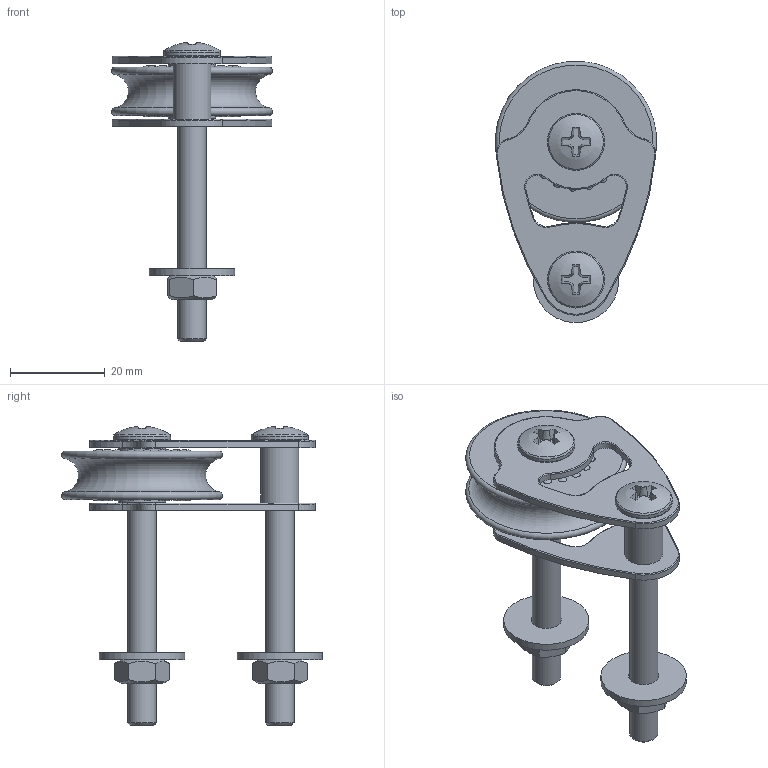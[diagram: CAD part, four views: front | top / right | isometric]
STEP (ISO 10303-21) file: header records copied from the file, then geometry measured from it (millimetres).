
FILE_DESCRIPTION(/* description */ (''),/* implementation_level */ '2;1');
FILE_NAME(/* name */ '00311.stp',/* time_stamp */ '2018-03-16T10:30:33+01:00',/* author */ ('fabio.zanardi'),/* organization */ (''),/* preprocessor_version */ 'ST-DEVELOPER v16.5',/* originating_system */ 'Autodesk Inventor 2017',/* authorisation */ '');
FILE_SCHEMA (('AUTOMOTIVE_DESIGN { 1 0 10303 214 3 1 1 }'));
Length unit declared in the file: millimetre
Products named in the file (1): 18031604
Bounding box: 33.92 x 54.95 x 62.89 mm (x, y, z)
Volume: 14917.9 mm3; surface area: 11197.5 mm2
Topology: 1 solids, 4 shells, 211 faces, 548 edges, 362 vertices
Faces by surface type: plane 61, cylinder 51, torus 39, sphere 38, cone 22
Full cylindrical faces by diameter (mm): 6 x4, 6.2 x2, 6.4 x2, 8 x3, 8.2 x2, 10 x2, 12 x2, 18 x2
Entity records: 5514 total; most frequent: DIRECTION 1038, CARTESIAN_POINT 1002, ORIENTED_EDGE 778, AXIS2_PLACEMENT_3D 469, EDGE_CURVE 389, EDGE_LOOP 318, VERTEX_POINT 281, CIRCLE 257
